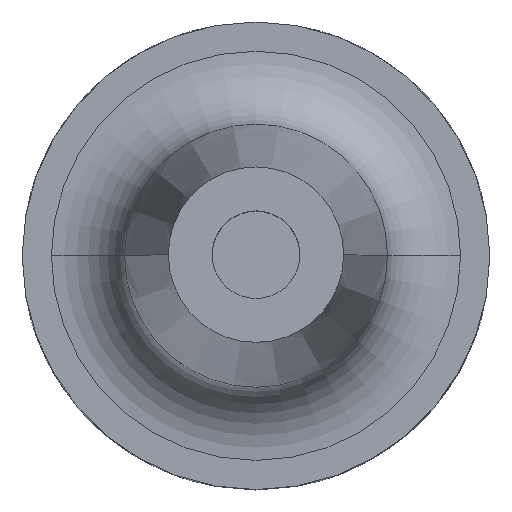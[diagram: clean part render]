
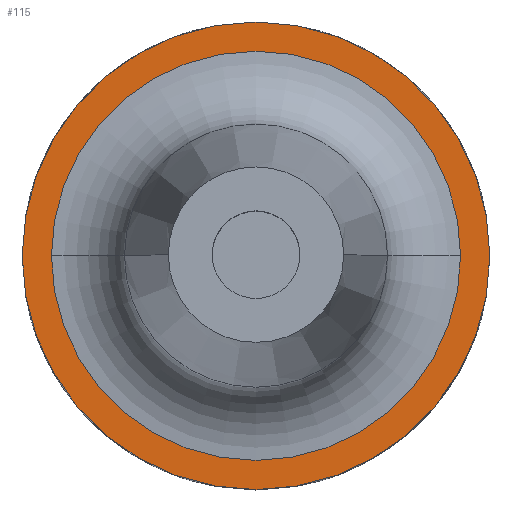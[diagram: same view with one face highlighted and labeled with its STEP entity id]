
A CAD part, top view. The second image highlights one B-rep face of the part: STEP entity #115.
In plain terms, the highlighted planar face has unit normal (0, 0, 1).
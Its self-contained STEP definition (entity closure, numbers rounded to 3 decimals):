
#31 = FACE_BOUND ( 'NONE', #1490, .T. ) ;
#115 = ADVANCED_FACE ( 'NONE', ( #31, #200 ), #3176, .F. ) ;
#200 = FACE_OUTER_BOUND ( 'NONE', #1547, .T. ) ;
#235 = VERTEX_POINT ( 'NONE', #2988 ) ;
#295 = VERTEX_POINT ( 'NONE', #2868 ) ;
#374 = AXIS2_PLACEMENT_3D ( 'NONE', #3209, #3228, #3158 ) ;
#465 = DIRECTION ( 'NONE',  ( 0., 0., 1. ) ) ;
#751 = CARTESIAN_POINT ( 'NONE',  ( 0., 0., 15. ) ) ;
#875 = AXIS2_PLACEMENT_3D ( 'NONE', #751, #465, #3037 ) ;
#945 = VERTEX_POINT ( 'NONE', #1699 ) ;
#1151 = CIRCLE ( 'NONE', #875, 16. ) ;
#1375 = ORIENTED_EDGE ( 'NONE', *, *, #3231, .T. ) ;
#1381 = CARTESIAN_POINT ( 'NONE',  ( 0., 0., 15. ) ) ;
#1490 = EDGE_LOOP ( 'NONE', ( #1375, #1738 ) ) ;
#1547 = EDGE_LOOP ( 'NONE', ( #2585, #2695 ) ) ;
#1699 = CARTESIAN_POINT ( 'NONE',  ( -14., 0., 15. ) ) ;
#1738 = ORIENTED_EDGE ( 'NONE', *, *, #4187, .T. ) ;
#1763 = DIRECTION ( 'NONE',  ( -1., 0., 0. ) ) ;
#2070 = CIRCLE ( 'NONE', #4175, 14. ) ;
#2189 = AXIS2_PLACEMENT_3D ( 'NONE', #2741, #2726, #2722 ) ;
#2448 = AXIS2_PLACEMENT_3D ( 'NONE', #2848, #2831, #2784 ) ;
#2585 = ORIENTED_EDGE ( 'NONE', *, *, #2638, .T. ) ;
#2638 = EDGE_CURVE ( 'NONE', #2744, #235, #1151, .T. ) ;
#2695 = ORIENTED_EDGE ( 'NONE', *, *, #3241, .T. ) ;
#2722 = DIRECTION ( 'NONE',  ( 1., 0., 0. ) ) ;
#2726 = DIRECTION ( 'NONE',  ( 0., 0., 1. ) ) ;
#2741 = CARTESIAN_POINT ( 'NONE',  ( 0., 0., 15. ) ) ;
#2744 = VERTEX_POINT ( 'NONE', #4450 ) ;
#2762 = CIRCLE ( 'NONE', #2189, 16. ) ;
#2784 = DIRECTION ( 'NONE',  ( -1., 0., 0. ) ) ;
#2831 = DIRECTION ( 'NONE',  ( 0., 0., -1. ) ) ;
#2848 = CARTESIAN_POINT ( 'NONE',  ( 0., 0., 15. ) ) ;
#2868 = CARTESIAN_POINT ( 'NONE',  ( 14., 0., 15. ) ) ;
#2988 = CARTESIAN_POINT ( 'NONE',  ( -16., 0., 15. ) ) ;
#3037 = DIRECTION ( 'NONE',  ( 1., 0., 0. ) ) ;
#3158 = DIRECTION ( 'NONE',  ( -1., 0., 0. ) ) ;
#3176 = PLANE ( 'NONE',  #374 ) ;
#3209 = CARTESIAN_POINT ( 'NONE',  ( 0., 0., 15. ) ) ;
#3228 = DIRECTION ( 'NONE',  ( 0., 0., -1. ) ) ;
#3231 = EDGE_CURVE ( 'NONE', #945, #295, #4598, .T. ) ;
#3241 = EDGE_CURVE ( 'NONE', #235, #2744, #2762, .T. ) ;
#3892 = DIRECTION ( 'NONE',  ( 0., 0., -1. ) ) ;
#4175 = AXIS2_PLACEMENT_3D ( 'NONE', #1381, #3892, #1763 ) ;
#4187 = EDGE_CURVE ( 'NONE', #295, #945, #2070, .T. ) ;
#4450 = CARTESIAN_POINT ( 'NONE',  ( 16., 0., 15. ) ) ;
#4598 = CIRCLE ( 'NONE', #2448, 14. ) ;
